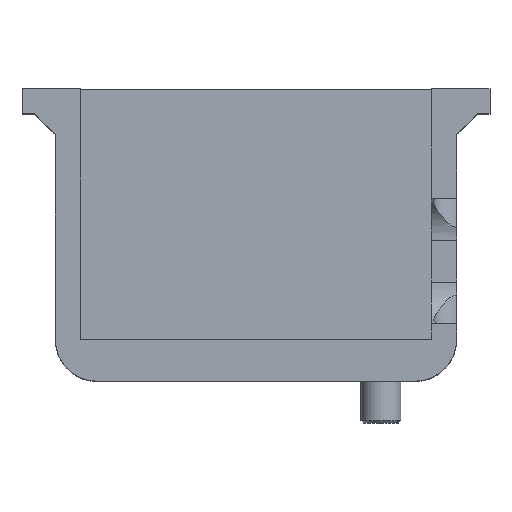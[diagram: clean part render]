
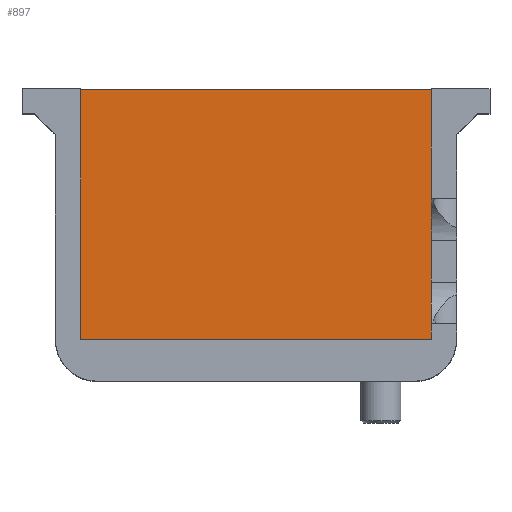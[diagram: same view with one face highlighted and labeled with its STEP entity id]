
A CAD part, top view. The second image highlights one B-rep face of the part: STEP entity #897.
In plain terms, the highlighted planar face has unit normal (0, 0, 1).
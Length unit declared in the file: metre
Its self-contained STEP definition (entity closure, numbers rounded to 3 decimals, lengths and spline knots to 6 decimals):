
#271=ORIENTED_EDGE('',*,*,#345,.T.);
#272=ORIENTED_EDGE('',*,*,#396,.T.);
#273=ORIENTED_EDGE('',*,*,#369,.T.);
#274=ORIENTED_EDGE('',*,*,#401,.F.);
#345=EDGE_CURVE('',#469,#468,#556,.T.);
#369=EDGE_CURVE('',#488,#491,#572,.T.);
#396=EDGE_CURVE('',#468,#488,#588,.T.);
#401=EDGE_CURVE('',#469,#491,#593,.T.);
#468=VERTEX_POINT('',#1293);
#469=VERTEX_POINT('',#1295);
#488=VERTEX_POINT('',#1367);
#491=VERTEX_POINT('',#1372);
#556=LINE('',#1294,#640);
#572=LINE('',#1373,#656);
#588=LINE('',#1430,#672);
#593=LINE('',#1439,#677);
#640=VECTOR('',#1033,1.);
#656=VECTOR('',#1067,1.);
#672=VECTOR('',#1121,1.);
#677=VECTOR('',#1130,1.);
#757=EDGE_LOOP('',(#271,#272,#273,#274));
#819=FACE_BOUND('',#757,.T.);
#852=PLANE('',#992);
#897=ADVANCED_FACE('',(#819),#852,.T.);
#992=AXIS2_PLACEMENT_3D('',#1554,#1226,#1227);
#1033=DIRECTION('',(0.,1.,0.));
#1067=DIRECTION('',(0.,-1.,0.));
#1121=DIRECTION('',(-1.,0.,0.));
#1130=DIRECTION('',(-1.,0.,0.));
#1226=DIRECTION('',(0.,0.,1.));
#1227=DIRECTION('',(1.,0.,0.));
#1293=CARTESIAN_POINT('',(0.011,-0.0218,-0.011));
#1294=CARTESIAN_POINT('',(0.011,-0.0368,-0.011));
#1295=CARTESIAN_POINT('',(0.011,-0.0518,-0.011));
#1367=CARTESIAN_POINT('',(-0.031,-0.0218,-0.011));
#1372=CARTESIAN_POINT('',(-0.031,-0.0518,-0.011));
#1373=CARTESIAN_POINT('',(-0.031,-0.0368,-0.011));
#1430=CARTESIAN_POINT('',(0.011002,-0.0218,-0.011));
#1439=CARTESIAN_POINT('',(0.011002,-0.0518,-0.011));
#1554=CARTESIAN_POINT('',(0.011002,-0.0368,-0.011));
